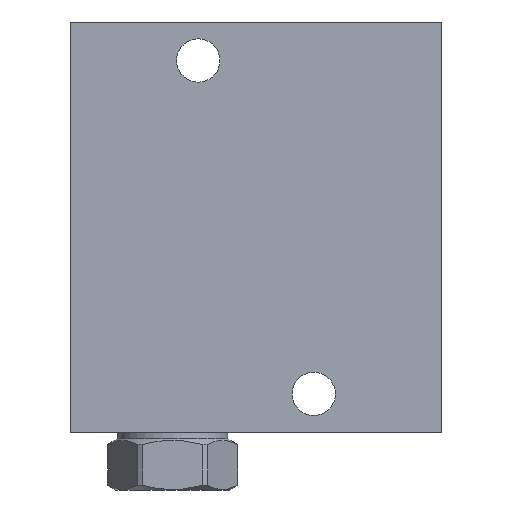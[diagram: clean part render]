
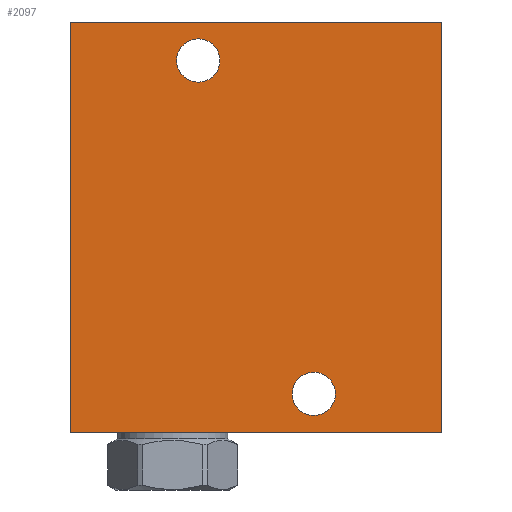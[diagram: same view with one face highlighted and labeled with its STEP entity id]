
A CAD part, front view. The second image highlights one B-rep face of the part: STEP entity #2097.
In plain terms, the highlighted planar face has unit normal (0, -1, 0).
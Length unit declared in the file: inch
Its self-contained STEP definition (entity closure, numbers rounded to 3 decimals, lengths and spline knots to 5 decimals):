
#5=DIRECTION('',(1.,0.,0.));
#6=VECTOR('',#5,3.625);
#7=CARTESIAN_POINT('',(0.,-1.5,0.));
#8=LINE('',#7,#6);
#75=DIRECTION('',(0.,0.,1.));
#76=VECTOR('',#75,4.);
#77=CARTESIAN_POINT('',(3.625,-1.5,0.));
#78=LINE('',#77,#76);
#99=DIRECTION('',(0.,0.,1.));
#100=VECTOR('',#99,4.);
#101=CARTESIAN_POINT('',(0.,-1.5,0.));
#102=LINE('',#101,#100);
#103=CARTESIAN_POINT('',(1.25,-1.5,3.625));
#104=DIRECTION('',(0.,-1.,0.));
#105=DIRECTION('',(-1.,0.,0.));
#106=AXIS2_PLACEMENT_3D('',#103,#104,#105);
#108=CARTESIAN_POINT('',(1.25,-1.5,3.625));
#109=DIRECTION('',(0.,-1.,0.));
#110=DIRECTION('',(1.,0.,0.));
#111=AXIS2_PLACEMENT_3D('',#108,#109,#110);
#113=CARTESIAN_POINT('',(2.375,-1.5,0.375));
#114=DIRECTION('',(0.,-1.,0.));
#115=DIRECTION('',(-1.,0.,0.));
#116=AXIS2_PLACEMENT_3D('',#113,#114,#115);
#118=CARTESIAN_POINT('',(2.375,-1.5,0.375));
#119=DIRECTION('',(0.,-1.,0.));
#120=DIRECTION('',(1.,0.,0.));
#121=AXIS2_PLACEMENT_3D('',#118,#119,#120);
#135=DIRECTION('',(1.,0.,0.));
#136=VECTOR('',#135,3.625);
#137=CARTESIAN_POINT('',(0.,-1.5,4.));
#138=LINE('',#137,#136);
#1717=CARTESIAN_POINT('',(0.,-1.5,0.));
#1719=VERTEX_POINT('',#1717);
#1720=CARTESIAN_POINT('',(3.625,-1.5,0.));
#1721=VERTEX_POINT('',#1720);
#1725=CARTESIAN_POINT('',(0.,-1.5,4.));
#1727=VERTEX_POINT('',#1725);
#1728=CARTESIAN_POINT('',(3.625,-1.5,4.));
#1729=VERTEX_POINT('',#1728);
#1862=CARTESIAN_POINT('',(1.039,-1.5,3.625));
#1863=CARTESIAN_POINT('',(1.461,-1.5,3.625));
#1864=VERTEX_POINT('',#1862);
#1865=VERTEX_POINT('',#1863);
#1870=CARTESIAN_POINT('',(2.164,-1.5,0.375));
#1871=CARTESIAN_POINT('',(2.586,-1.5,0.375));
#1872=VERTEX_POINT('',#1870);
#1873=VERTEX_POINT('',#1871);
#2073=CARTESIAN_POINT('',(0.,-1.5,0.));
#2074=DIRECTION('',(0.,-1.,0.));
#2075=DIRECTION('',(1.,0.,0.));
#2076=AXIS2_PLACEMENT_3D('',#2073,#2074,#2075);
#2077=PLANE('',#2076);
#2078=ORIENTED_EDGE('',*,*,#1979,.F.);
#2079=ORIENTED_EDGE('',*,*,#2004,.T.);
#2081=ORIENTED_EDGE('',*,*,#2080,.T.);
#2082=ORIENTED_EDGE('',*,*,#2053,.F.);
#2083=EDGE_LOOP('',(#2078,#2079,#2081,#2082));
#2084=FACE_OUTER_BOUND('',#2083,.F.);
#2086=ORIENTED_EDGE('',*,*,#2085,.T.);
#2088=ORIENTED_EDGE('',*,*,#2087,.T.);
#2089=EDGE_LOOP('',(#2086,#2088));
#2090=FACE_BOUND('',#2089,.F.);
#2092=ORIENTED_EDGE('',*,*,#2091,.T.);
#2094=ORIENTED_EDGE('',*,*,#2093,.T.);
#2095=EDGE_LOOP('',(#2092,#2094));
#2096=FACE_BOUND('',#2095,.F.);
#2097=ADVANCED_FACE('',(#2084,#2090,#2096),#2077,.T.);
#107=CIRCLE('',#106,0.211);
#112=CIRCLE('',#111,0.211);
#117=CIRCLE('',#116,0.211);
#122=CIRCLE('',#121,0.211);
#1979=EDGE_CURVE('',#1719,#1721,#8,.T.);
#2004=EDGE_CURVE('',#1719,#1727,#102,.T.);
#2053=EDGE_CURVE('',#1721,#1729,#78,.T.);
#2080=EDGE_CURVE('',#1727,#1729,#138,.T.);
#2085=EDGE_CURVE('',#1864,#1865,#107,.T.);
#2087=EDGE_CURVE('',#1865,#1864,#112,.T.);
#2091=EDGE_CURVE('',#1872,#1873,#117,.T.);
#2093=EDGE_CURVE('',#1873,#1872,#122,.T.);
